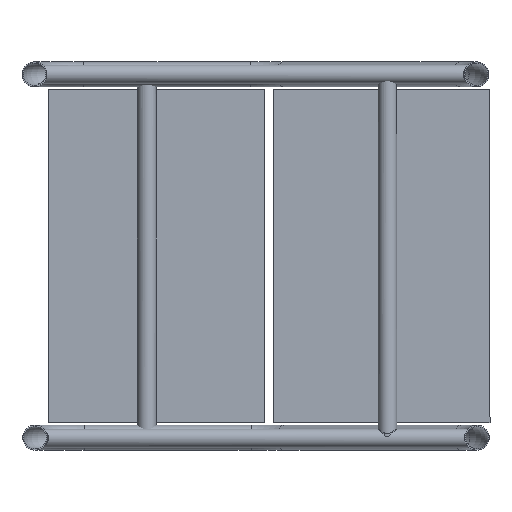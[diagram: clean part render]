
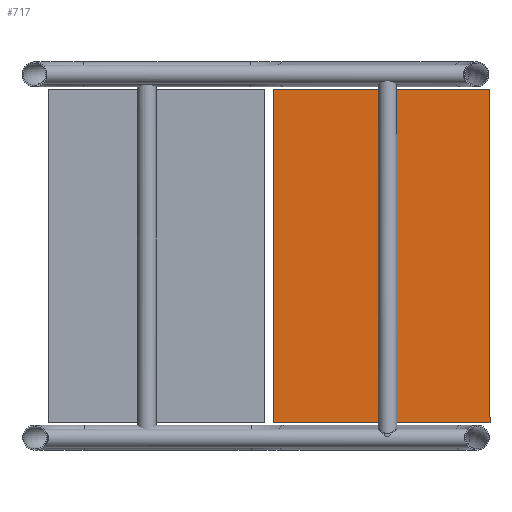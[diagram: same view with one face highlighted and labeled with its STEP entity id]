
A CAD part, front view. The second image highlights one B-rep face of the part: STEP entity #717.
In plain terms, the highlighted planar face has unit normal (0, -1, 0).
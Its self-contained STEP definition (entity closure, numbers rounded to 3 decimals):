
#172=PLANE('',#922);
#216=FACE_OUTER_BOUND('',#260,.T.);
#260=EDGE_LOOP('',(#660,#661,#662,#663));
#281=LINE('',#1667,#313);
#285=LINE('',#1675,#317);
#288=LINE('',#1681,#320);
#291=LINE('',#1686,#323);
#313=VECTOR('',#1117,10.);
#317=VECTOR('',#1123,10.);
#320=VECTOR('',#1128,10.);
#323=VECTOR('',#1133,10.);
#410=VERTEX_POINT('',#1665);
#411=VERTEX_POINT('',#1666);
#414=VERTEX_POINT('',#1674);
#416=VERTEX_POINT('',#1680);
#488=EDGE_CURVE('',#410,#411,#281,.T.);
#492=EDGE_CURVE('',#414,#410,#285,.T.);
#495=EDGE_CURVE('',#416,#414,#288,.T.);
#498=EDGE_CURVE('',#411,#416,#291,.T.);
#660=ORIENTED_EDGE('',*,*,#498,.F.);
#661=ORIENTED_EDGE('',*,*,#488,.F.);
#662=ORIENTED_EDGE('',*,*,#492,.F.);
#663=ORIENTED_EDGE('',*,*,#495,.F.);
#717=ADVANCED_FACE('',(#216),#172,.F.);
#922=AXIS2_PLACEMENT_3D('',#1689,#1137,#1138);
#1117=DIRECTION('',(0.,0.,1.));
#1123=DIRECTION('',(-1.,0.,0.));
#1128=DIRECTION('',(0.,0.,-1.));
#1133=DIRECTION('',(1.,0.,0.));
#1137=DIRECTION('center_axis',(0.,1.,0.));
#1138=DIRECTION('ref_axis',(0.,0.,1.));
#1665=CARTESIAN_POINT('',(-170.,0.,-110.));
#1666=CARTESIAN_POINT('',(-170.,0.,110.));
#1667=CARTESIAN_POINT('',(-170.,0.,-110.));
#1674=CARTESIAN_POINT('',(170.,0.,-110.));
#1675=CARTESIAN_POINT('',(170.,0.,-110.));
#1680=CARTESIAN_POINT('',(170.,0.,110.));
#1681=CARTESIAN_POINT('',(170.,0.,110.));
#1686=CARTESIAN_POINT('',(-170.,0.,110.));
#1689=CARTESIAN_POINT('Origin',(0.,0.,0.));
